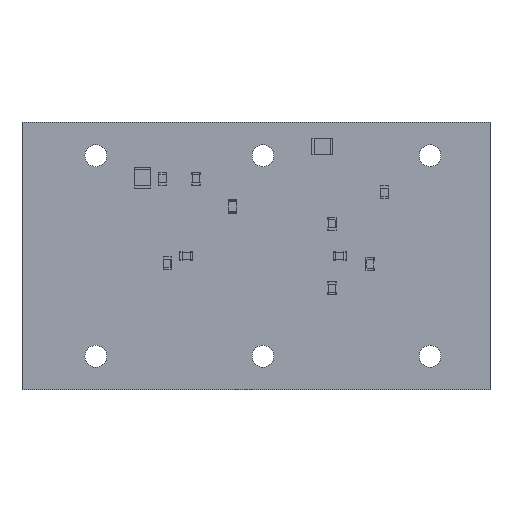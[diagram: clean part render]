
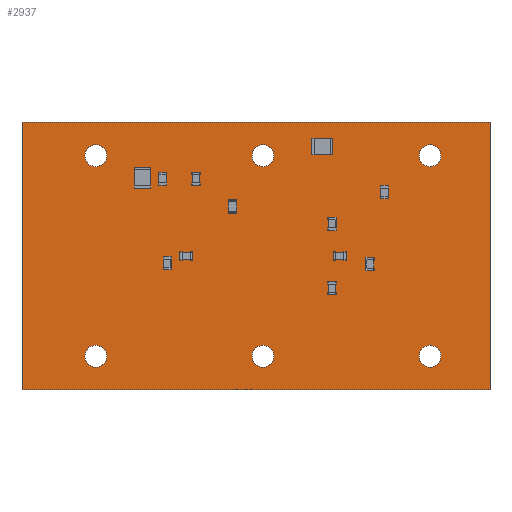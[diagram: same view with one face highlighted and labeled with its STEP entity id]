
A CAD part, top view. The second image highlights one B-rep face of the part: STEP entity #2937.
In plain terms, the highlighted planar face has unit normal (0, 0, 1).
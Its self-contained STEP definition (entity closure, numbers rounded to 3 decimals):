
#2759 = VERTEX_POINT('',#2760);
#2760 = CARTESIAN_POINT('',(113.965,-110.,1.6));
#2766 = EDGE_CURVE('',#2759,#2767,#2769,.T.);
#2767 = VERTEX_POINT('',#2768);
#2768 = CARTESIAN_POINT('',(43.965,-110.,1.6));
#2769 = LINE('',#2770,#2771);
#2770 = CARTESIAN_POINT('',(113.965,-110.,1.6));
#2771 = VECTOR('',#2772,1.);
#2772 = DIRECTION('',(-1.,0.,0.));
#2799 = VERTEX_POINT('',#2800);
#2800 = CARTESIAN_POINT('',(113.965,-70.,1.6));
#2806 = EDGE_CURVE('',#2799,#2759,#2807,.T.);
#2807 = LINE('',#2808,#2809);
#2808 = CARTESIAN_POINT('',(113.965,-70.,1.6));
#2809 = VECTOR('',#2810,1.);
#2810 = DIRECTION('',(0.,-1.,0.));
#2828 = EDGE_CURVE('',#2767,#2829,#2831,.T.);
#2829 = VERTEX_POINT('',#2830);
#2830 = CARTESIAN_POINT('',(43.965,-70.,1.6));
#2831 = LINE('',#2832,#2833);
#2832 = CARTESIAN_POINT('',(43.965,-110.,1.6));
#2833 = VECTOR('',#2834,1.);
#2834 = DIRECTION('',(0.,1.,0.));
#2937 = ADVANCED_FACE('',(#2938,#2949,#2960,#2971,#2982,#2993,#3004),
  #3015,.F.);
#2938 = FACE_BOUND('',#2939,.F.);
#2939 = EDGE_LOOP('',(#2940,#2941,#2942,#2948));
#2940 = ORIENTED_EDGE('',*,*,#2766,.T.);
#2941 = ORIENTED_EDGE('',*,*,#2828,.T.);
#2942 = ORIENTED_EDGE('',*,*,#2943,.T.);
#2943 = EDGE_CURVE('',#2829,#2799,#2944,.T.);
#2944 = LINE('',#2945,#2946);
#2945 = CARTESIAN_POINT('',(43.965,-70.,1.6));
#2946 = VECTOR('',#2947,1.);
#2947 = DIRECTION('',(1.,0.,0.));
#2948 = ORIENTED_EDGE('',*,*,#2806,.T.);
#2949 = FACE_BOUND('',#2950,.F.);
#2950 = EDGE_LOOP('',(#2951));
#2951 = ORIENTED_EDGE('',*,*,#2952,.F.);
#2952 = EDGE_CURVE('',#2953,#2953,#2955,.T.);
#2953 = VERTEX_POINT('',#2954);
#2954 = CARTESIAN_POINT('',(105.,-106.632,1.6));
#2955 = CIRCLE('',#2956,1.632);
#2956 = AXIS2_PLACEMENT_3D('',#2957,#2958,#2959);
#2957 = CARTESIAN_POINT('',(105.,-105.,1.6));
#2958 = DIRECTION('',(-0.,0.,-1.));
#2959 = DIRECTION('',(-0.,-1.,0.));
#2960 = FACE_BOUND('',#2961,.F.);
#2961 = EDGE_LOOP('',(#2962));
#2962 = ORIENTED_EDGE('',*,*,#2963,.F.);
#2963 = EDGE_CURVE('',#2964,#2964,#2966,.T.);
#2964 = VERTEX_POINT('',#2965);
#2965 = CARTESIAN_POINT('',(80.,-106.632,1.6));
#2966 = CIRCLE('',#2967,1.632);
#2967 = AXIS2_PLACEMENT_3D('',#2968,#2969,#2970);
#2968 = CARTESIAN_POINT('',(80.,-105.,1.6));
#2969 = DIRECTION('',(-0.,0.,-1.));
#2970 = DIRECTION('',(-0.,-1.,0.));
#2971 = FACE_BOUND('',#2972,.F.);
#2972 = EDGE_LOOP('',(#2973));
#2973 = ORIENTED_EDGE('',*,*,#2974,.F.);
#2974 = EDGE_CURVE('',#2975,#2975,#2977,.T.);
#2975 = VERTEX_POINT('',#2976);
#2976 = CARTESIAN_POINT('',(55.,-106.632,1.6));
#2977 = CIRCLE('',#2978,1.632);
#2978 = AXIS2_PLACEMENT_3D('',#2979,#2980,#2981);
#2979 = CARTESIAN_POINT('',(55.,-105.,1.6));
#2980 = DIRECTION('',(-0.,0.,-1.));
#2981 = DIRECTION('',(-0.,-1.,0.));
#2982 = FACE_BOUND('',#2983,.F.);
#2983 = EDGE_LOOP('',(#2984));
#2984 = ORIENTED_EDGE('',*,*,#2985,.F.);
#2985 = EDGE_CURVE('',#2986,#2986,#2988,.T.);
#2986 = VERTEX_POINT('',#2987);
#2987 = CARTESIAN_POINT('',(105.,-76.632,1.6));
#2988 = CIRCLE('',#2989,1.632);
#2989 = AXIS2_PLACEMENT_3D('',#2990,#2991,#2992);
#2990 = CARTESIAN_POINT('',(105.,-75.,1.6));
#2991 = DIRECTION('',(-0.,0.,-1.));
#2992 = DIRECTION('',(-0.,-1.,0.));
#2993 = FACE_BOUND('',#2994,.F.);
#2994 = EDGE_LOOP('',(#2995));
#2995 = ORIENTED_EDGE('',*,*,#2996,.F.);
#2996 = EDGE_CURVE('',#2997,#2997,#2999,.T.);
#2997 = VERTEX_POINT('',#2998);
#2998 = CARTESIAN_POINT('',(80.,-76.632,1.6));
#2999 = CIRCLE('',#3000,1.632);
#3000 = AXIS2_PLACEMENT_3D('',#3001,#3002,#3003);
#3001 = CARTESIAN_POINT('',(80.,-75.,1.6));
#3002 = DIRECTION('',(-0.,0.,-1.));
#3003 = DIRECTION('',(-0.,-1.,0.));
#3004 = FACE_BOUND('',#3005,.F.);
#3005 = EDGE_LOOP('',(#3006));
#3006 = ORIENTED_EDGE('',*,*,#3007,.F.);
#3007 = EDGE_CURVE('',#3008,#3008,#3010,.T.);
#3008 = VERTEX_POINT('',#3009);
#3009 = CARTESIAN_POINT('',(55.,-76.632,1.6));
#3010 = CIRCLE('',#3011,1.632);
#3011 = AXIS2_PLACEMENT_3D('',#3012,#3013,#3014);
#3012 = CARTESIAN_POINT('',(55.,-75.,1.6));
#3013 = DIRECTION('',(-0.,0.,-1.));
#3014 = DIRECTION('',(-0.,-1.,0.));
#3015 = PLANE('',#3016);
#3016 = AXIS2_PLACEMENT_3D('',#3017,#3018,#3019);
#3017 = CARTESIAN_POINT('',(78.965,-90.,1.6));
#3018 = DIRECTION('',(-0.,-0.,-1.));
#3019 = DIRECTION('',(-1.,0.,0.));
